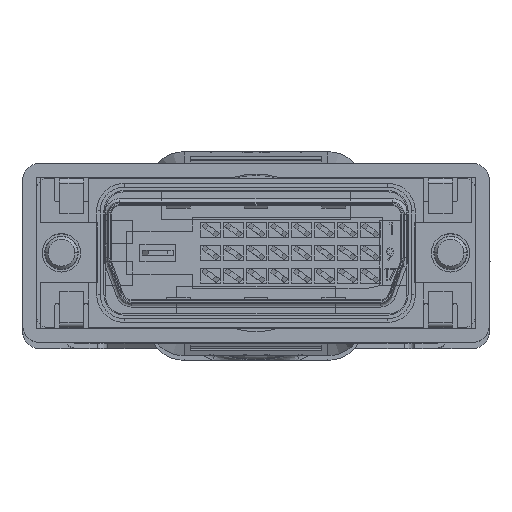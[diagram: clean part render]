
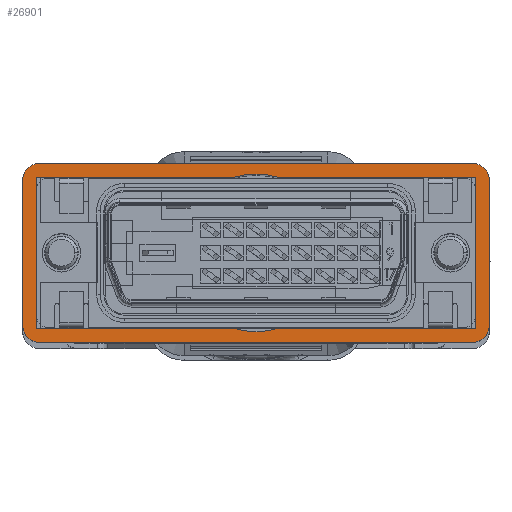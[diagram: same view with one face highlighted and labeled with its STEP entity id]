
A CAD part, top view. The second image highlights one B-rep face of the part: STEP entity #26901.
In plain terms, the highlighted face is planar.
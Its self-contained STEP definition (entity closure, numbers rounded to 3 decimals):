
#3111 = VERTEX_POINT ( 'NONE', #8381 ) ;
#3125 = VERTEX_POINT ( 'NONE', #8395 ) ;
#3132 = VERTEX_POINT ( 'NONE', #8402 ) ;
#3136 = VERTEX_POINT ( 'NONE', #8406 ) ;
#3226 = ORIENTED_EDGE ( 'NONE', *, *, #47935, .F. ) ;
#3227 = ORIENTED_EDGE ( 'NONE', *, *, #47936, .T. ) ;
#3228 = ORIENTED_EDGE ( 'NONE', *, *, #47937, .F. ) ;
#4955 = EDGE_CURVE ( 'NONE', #3132, #3136, #18631, .T. ) ;
#6562 = LINE ( 'NONE', #50791, #6578 ) ;
#6578 = VECTOR ( 'NONE', #50798, 1000. ) ;
#6621 = LINE ( 'NONE', #23292, #6624 ) ;
#6624 = VECTOR ( 'NONE', #23293, 1000. ) ;
#6649 = LINE ( 'NONE', #23326, #6657 ) ;
#6654 = CIRCLE ( 'NONE', #31718, 1.5 ) ;
#6657 = VECTOR ( 'NONE', #23336, 1000. ) ;
#6664 = LINE ( 'NONE', #23345, #6667 ) ;
#6666 = LINE ( 'NONE', #23347, #6669 ) ;
#6667 = VECTOR ( 'NONE', #23346, 1000. ) ;
#6668 = CIRCLE ( 'NONE', #31716, 6.579 ) ;
#6669 = VECTOR ( 'NONE', #23348, 1000. ) ;
#6670 = LINE ( 'NONE', #23334, #6672 ) ;
#6671 = LINE ( 'NONE', #23352, #6674 ) ;
#6672 = VECTOR ( 'NONE', #23318, 1000. ) ;
#6673 = LINE ( 'NONE', #23354, #6676 ) ;
#6674 = VECTOR ( 'NONE', #23353, 1000. ) ;
#6675 = LINE ( 'NONE', #23356, #6678 ) ;
#6676 = VECTOR ( 'NONE', #23355, 1000. ) ;
#6677 = CIRCLE ( 'NONE', #31717, 1.5 ) ;
#6678 = VECTOR ( 'NONE', #23357, 1000. ) ;
#6680 = CIRCLE ( 'NONE', #31719, 1.5 ) ;
#6681 = CIRCLE ( 'NONE', #31720, 1.5 ) ;
#6886 = VERTEX_POINT ( 'NONE', #35370 ) ;
#6950 = VERTEX_POINT ( 'NONE', #35384 ) ;
#7907 = EDGE_CURVE ( 'NONE', #6886, #6950, #20416, .T. ) ;
#8381 = CARTESIAN_POINT ( 'NONE',  ( 19.5, 6., 0. ) ) ;
#8395 = CARTESIAN_POINT ( 'NONE',  ( 19.5, -6., 0. ) ) ;
#8402 = CARTESIAN_POINT ( 'NONE',  ( -18., -7.5, 0. ) ) ;
#8406 = CARTESIAN_POINT ( 'NONE',  ( 18., -7.5, 0. ) ) ;
#8751 = CARTESIAN_POINT ( 'NONE',  ( 0., 0., 0. ) ) ;
#8752 = DIRECTION ( 'NONE',  ( 0., 0., 1. ) ) ;
#8753 = DIRECTION ( 'NONE',  ( 1., 0., 0. ) ) ;
#11787 = VERTEX_POINT ( 'NONE', #20977 ) ;
#11796 = VERTEX_POINT ( 'NONE', #20985 ) ;
#11886 = VERTEX_POINT ( 'NONE', #21075 ) ;
#11892 = VERTEX_POINT ( 'NONE', #21081 ) ;
#11895 = VERTEX_POINT ( 'NONE', #21084 ) ;
#11911 = VERTEX_POINT ( 'NONE', #21100 ) ;
#11980 = VERTEX_POINT ( 'NONE', #21169 ) ;
#12200 = VERTEX_POINT ( 'NONE', #21389 ) ;
#13486 = VERTEX_POINT ( 'NONE', #22068 ) ;
#13524 = VERTEX_POINT ( 'NONE', #22087 ) ;
#18631 = LINE ( 'NONE', #30213, #18636 ) ;
#18636 = VECTOR ( 'NONE', #30224, 1000. ) ;
#19551 = ORIENTED_EDGE ( 'NONE', *, *, #47938, .F. ) ;
#19552 = ORIENTED_EDGE ( 'NONE', *, *, #47939, .F. ) ;
#19553 = ORIENTED_EDGE ( 'NONE', *, *, #7907, .T. ) ;
#19554 = ORIENTED_EDGE ( 'NONE', *, *, #47940, .F. ) ;
#19555 = ORIENTED_EDGE ( 'NONE', *, *, #47910, .F. ) ;
#19556 = ORIENTED_EDGE ( 'NONE', *, *, #47941, .T. ) ;
#19557 = ORIENTED_EDGE ( 'NONE', *, *, #47885, .F. ) ;
#19558 = ORIENTED_EDGE ( 'NONE', *, *, #47942, .T. ) ;
#19559 = ORIENTED_EDGE ( 'NONE', *, *, #4955, .F. ) ;
#19560 = ORIENTED_EDGE ( 'NONE', *, *, #47943, .T. ) ;
#19561 = ORIENTED_EDGE ( 'NONE', *, *, #47929, .F. ) ;
#19562 = ORIENTED_EDGE ( 'NONE', *, *, #47944, .T. ) ;
#20416 = CIRCLE ( 'NONE', #35584, 6.579 ) ;
#20977 = CARTESIAN_POINT ( 'NONE',  ( -18.35, 6.3, 0. ) ) ;
#20985 = CARTESIAN_POINT ( 'NONE',  ( 18.35, 6.3, 0. ) ) ;
#21075 = CARTESIAN_POINT ( 'NONE',  ( 1.894, 6.3, 0. ) ) ;
#21081 = CARTESIAN_POINT ( 'NONE',  ( -1.894, 6.3, 0. ) ) ;
#21084 = CARTESIAN_POINT ( 'NONE',  ( -19.5, 6., 0. ) ) ;
#21100 = CARTESIAN_POINT ( 'NONE',  ( -19.5, -6., 0. ) ) ;
#21169 = CARTESIAN_POINT ( 'NONE',  ( -18.35, -6.3, 0. ) ) ;
#21389 = CARTESIAN_POINT ( 'NONE',  ( -18., 7.5, 0. ) ) ;
#22068 = CARTESIAN_POINT ( 'NONE',  ( 18., 7.5, 0. ) ) ;
#22087 = CARTESIAN_POINT ( 'NONE',  ( 18.35, -6.3, 0. ) ) ;
#23292 = CARTESIAN_POINT ( 'NONE',  ( 19.5, 7.5, 0. ) ) ;
#23293 = DIRECTION ( 'NONE',  ( -1., 0., 0. ) ) ;
#23318 = DIRECTION ( 'NONE',  ( 1., 0., 0. ) ) ;
#23326 = CARTESIAN_POINT ( 'NONE',  ( -19.5, 7.5, 0. ) ) ;
#23334 = CARTESIAN_POINT ( 'NONE',  ( 7., 6.3, 0. ) ) ;
#23336 = DIRECTION ( 'NONE',  ( 0., -1., 0. ) ) ;
#23345 = CARTESIAN_POINT ( 'NONE',  ( 18.35, -6.3, 0. ) ) ;
#23346 = DIRECTION ( 'NONE',  ( 0., -1., 0. ) ) ;
#23347 = CARTESIAN_POINT ( 'NONE',  ( 7., 6.3, 0. ) ) ;
#23348 = DIRECTION ( 'NONE',  ( 1., 0., 0. ) ) ;
#23349 = CARTESIAN_POINT ( 'NONE',  ( 0., 0., 0. ) ) ;
#23350 = DIRECTION ( 'NONE',  ( 0., 0., 1. ) ) ;
#23351 = DIRECTION ( 'NONE',  ( 1., 0., 0. ) ) ;
#23352 = CARTESIAN_POINT ( 'NONE',  ( -18.35, -6.3, 0. ) ) ;
#23353 = DIRECTION ( 'NONE',  ( 0., 1., 0. ) ) ;
#23354 = CARTESIAN_POINT ( 'NONE',  ( 7., -6.3, 0. ) ) ;
#23355 = DIRECTION ( 'NONE',  ( -1., 0., 0. ) ) ;
#23356 = CARTESIAN_POINT ( 'NONE',  ( 7., -6.3, 0. ) ) ;
#23357 = DIRECTION ( 'NONE',  ( -1., 0., 0. ) ) ;
#23358 = CARTESIAN_POINT ( 'NONE',  ( 18., 6., 0. ) ) ;
#23359 = DIRECTION ( 'NONE',  ( 0., 0., -1. ) ) ;
#23360 = DIRECTION ( 'NONE',  ( -1., 0., 0. ) ) ;
#23361 = CARTESIAN_POINT ( 'NONE',  ( 18., -6., 0. ) ) ;
#23362 = DIRECTION ( 'NONE',  ( 0., 0., -1. ) ) ;
#23363 = DIRECTION ( 'NONE',  ( -1., 0., 0. ) ) ;
#23366 = CARTESIAN_POINT ( 'NONE',  ( -18., -6., 0. ) ) ;
#23367 = DIRECTION ( 'NONE',  ( 0., 0., -1. ) ) ;
#23368 = DIRECTION ( 'NONE',  ( -1., 0., 0. ) ) ;
#23371 = CARTESIAN_POINT ( 'NONE',  ( -18., 6., 0. ) ) ;
#23372 = DIRECTION ( 'NONE',  ( 0., 0., -1. ) ) ;
#23373 = DIRECTION ( 'NONE',  ( -1., 0., 0. ) ) ;
#26901 = ADVANCED_FACE ( 'NONE', ( #39617, #39648 ), #36150, .T. ) ;
#30213 = CARTESIAN_POINT ( 'NONE',  ( 19.5, -7.5, 0. ) ) ;
#30224 = DIRECTION ( 'NONE',  ( 1., 0., 0. ) ) ;
#30644 = EDGE_LOOP ( 'NONE', ( #40885, #3226, #3227, #3228, #19551, #19552, #19553, #19554 ) ) ;
#30647 = EDGE_LOOP ( 'NONE', ( #19555, #19556, #19557, #19558, #19559, #19560, #19561, #19562 ) ) ;
#31716 = AXIS2_PLACEMENT_3D ( 'NONE', #23349, #23350, #23351 ) ;
#31717 = AXIS2_PLACEMENT_3D ( 'NONE', #23358, #23359, #23360 ) ;
#31718 = AXIS2_PLACEMENT_3D ( 'NONE', #23361, #23362, #23363 ) ;
#31719 = AXIS2_PLACEMENT_3D ( 'NONE', #23366, #23367, #23368 ) ;
#31720 = AXIS2_PLACEMENT_3D ( 'NONE', #23371, #23372, #23373 ) ;
#34019 = AXIS2_PLACEMENT_3D ( 'NONE', #36148, #36147, #36152 ) ;
#35370 = CARTESIAN_POINT ( 'NONE',  ( -1.894, -6.3, 0. ) ) ;
#35384 = CARTESIAN_POINT ( 'NONE',  ( 1.894, -6.3, 0. ) ) ;
#35584 = AXIS2_PLACEMENT_3D ( 'NONE', #8751, #8752, #8753 ) ;
#36147 = DIRECTION ( 'NONE',  ( 0., 0., -1. ) ) ;
#36148 = CARTESIAN_POINT ( 'NONE',  ( 19.5, -7.5, 0. ) ) ;
#36150 = PLANE ( 'NONE',  #34019 ) ;
#36152 = DIRECTION ( 'NONE',  ( -1., 0., 0. ) ) ;
#39617 = FACE_BOUND ( 'NONE', #30644, .T. ) ;
#39648 = FACE_OUTER_BOUND ( 'NONE', #30647, .T. ) ;
#40885 = ORIENTED_EDGE ( 'NONE', *, *, #47934, .F. ) ;
#47885 = EDGE_CURVE ( 'NONE', #3125, #3111, #6562, .T. ) ;
#47910 = EDGE_CURVE ( 'NONE', #13486, #12200, #6621, .T. ) ;
#47929 = EDGE_CURVE ( 'NONE', #11895, #11911, #6649, .T. ) ;
#47934 = EDGE_CURVE ( 'NONE', #11796, #13524, #6664, .T. ) ;
#47935 = EDGE_CURVE ( 'NONE', #11886, #11796, #6666, .T. ) ;
#47936 = EDGE_CURVE ( 'NONE', #11886, #11892, #6668, .T. ) ;
#47937 = EDGE_CURVE ( 'NONE', #11787, #11892, #6670, .T. ) ;
#47938 = EDGE_CURVE ( 'NONE', #11980, #11787, #6671, .T. ) ;
#47939 = EDGE_CURVE ( 'NONE', #6886, #11980, #6673, .T. ) ;
#47940 = EDGE_CURVE ( 'NONE', #13524, #6950, #6675, .T. ) ;
#47941 = EDGE_CURVE ( 'NONE', #13486, #3111, #6677, .T. ) ;
#47942 = EDGE_CURVE ( 'NONE', #3125, #3136, #6654, .T. ) ;
#47943 = EDGE_CURVE ( 'NONE', #3132, #11911, #6680, .T. ) ;
#47944 = EDGE_CURVE ( 'NONE', #11895, #12200, #6681, .T. ) ;
#50791 = CARTESIAN_POINT ( 'NONE',  ( 19.5, 7.5, 0. ) ) ;
#50798 = DIRECTION ( 'NONE',  ( 0., 1., 0. ) ) ;
